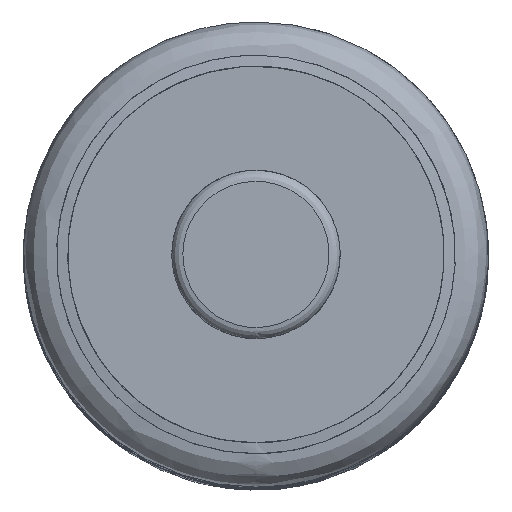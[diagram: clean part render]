
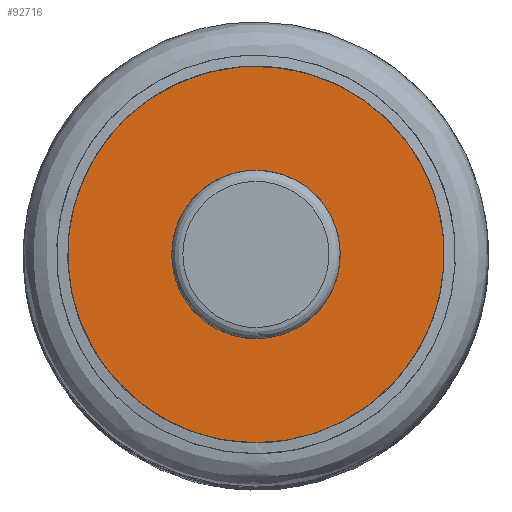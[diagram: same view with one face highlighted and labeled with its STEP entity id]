
A CAD part, top view. The second image highlights one B-rep face of the part: STEP entity #92716.
In plain terms, the highlighted free-form (B-spline) face has degree [1, 1] with [2, 2] control points.
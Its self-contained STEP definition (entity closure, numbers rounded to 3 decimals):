
#92647 = VERTEX_POINT('',#92648);
#92648 = CARTESIAN_POINT('',(0.,-4.207,40.853));
#92674 = EDGE_CURVE('',#92647,#92675,#92677,.T.);
#92675 = VERTEX_POINT('',#92676);
#92676 = CARTESIAN_POINT('',(0.,4.207,40.853));
#92677 = ( BOUNDED_CURVE() B_SPLINE_CURVE(2,(#92678,#92679,#92680,#92681
,#92682),.UNSPECIFIED.,.F.,.F.) B_SPLINE_CURVE_WITH_KNOTS((3,2,3),(
    3.142,4.712,6.283),
.PIECEWISE_BEZIER_KNOTS.) CURVE() GEOMETRIC_REPRESENTATION_ITEM() 
RATIONAL_B_SPLINE_CURVE((1.,0.707,1.,0.707,1.)) 
REPRESENTATION_ITEM('') );
#92678 = CARTESIAN_POINT('',(0.,-4.207,
    40.853));
#92679 = CARTESIAN_POINT('',(-4.207,-4.207,
    40.853));
#92680 = CARTESIAN_POINT('',(-4.207,0.,
    40.853));
#92681 = CARTESIAN_POINT('',(-4.207,4.207,
    40.853));
#92682 = CARTESIAN_POINT('',(0.,4.207,
    40.853));
#92684 = EDGE_CURVE('',#92675,#92647,#92685,.T.);
#92685 = ( BOUNDED_CURVE() B_SPLINE_CURVE(2,(#92686,#92687,#92688,#92689
,#92690),.UNSPECIFIED.,.F.,.F.) B_SPLINE_CURVE_WITH_KNOTS((3,2,3),(0.,
1.571,3.142),.PIECEWISE_BEZIER_KNOTS.) CURVE() 
GEOMETRIC_REPRESENTATION_ITEM() RATIONAL_B_SPLINE_CURVE((1.,
0.707,1.,0.707,1.)) REPRESENTATION_ITEM('') );
#92686 = CARTESIAN_POINT('',(0.,4.207,40.853));
#92687 = CARTESIAN_POINT('',(4.207,4.207,
    40.853));
#92688 = CARTESIAN_POINT('',(4.207,0.,
    40.853));
#92689 = CARTESIAN_POINT('',(4.207,-4.207,
    40.853));
#92690 = CARTESIAN_POINT('',(0.,-4.207,
    40.853));
#92716 = ADVANCED_FACE('',(#92717),#92721,.F.);
#92717 = FACE_BOUND('',#92718,.T.);
#92718 = EDGE_LOOP('',(#92719,#92720));
#92719 = ORIENTED_EDGE('',*,*,#92674,.F.);
#92720 = ORIENTED_EDGE('',*,*,#92684,.F.);
#92721 = B_SPLINE_SURFACE_WITH_KNOTS('',1,1,(
    (#92722,#92723)
    ,(#92724,#92725
    )),.UNSPECIFIED.,.F.,.F.,.F.,(2,2),(2,2),(-4.5,4.5),(-4.5,4.5),
  .PIECEWISE_BEZIER_KNOTS.);
#92722 = CARTESIAN_POINT('',(-4.207,-4.207,
    40.853));
#92723 = CARTESIAN_POINT('',(4.207,-4.207,
    40.853));
#92724 = CARTESIAN_POINT('',(-4.207,4.207,
    40.853));
#92725 = CARTESIAN_POINT('',(4.207,4.207,
    40.853));
